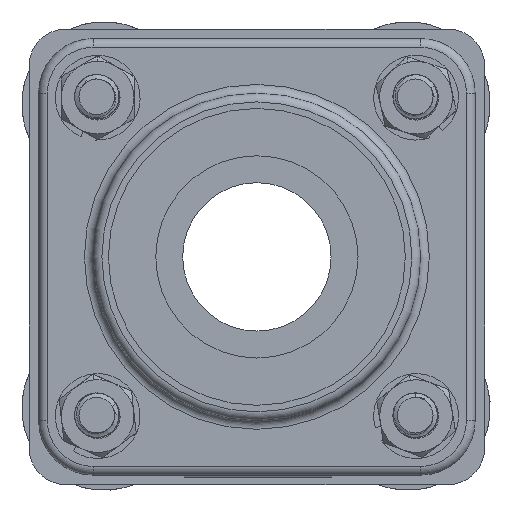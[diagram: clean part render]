
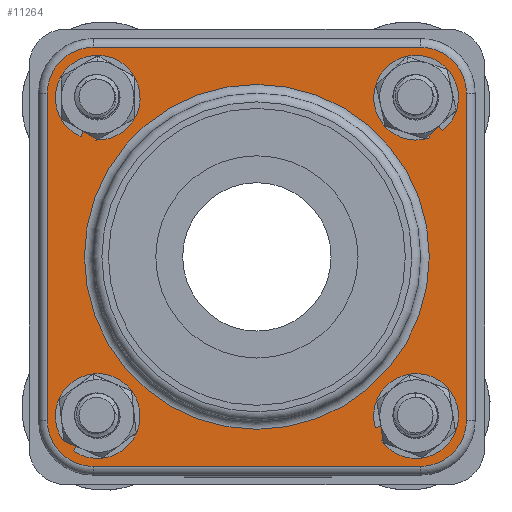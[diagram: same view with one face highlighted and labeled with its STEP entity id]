
A CAD part, front view. The second image highlights one B-rep face of the part: STEP entity #11264.
In plain terms, the highlighted face is planar.
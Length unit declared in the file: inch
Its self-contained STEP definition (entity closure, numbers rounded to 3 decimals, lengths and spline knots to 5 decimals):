
#1463=LINE('',#23978,#2424);
#1464=LINE('',#23982,#2425);
#1465=LINE('',#23986,#2426);
#1466=LINE('',#23990,#2427);
#2424=VECTOR('',#14863,0.3937);
#2425=VECTOR('',#14866,0.3937);
#2426=VECTOR('',#14869,0.3937);
#2427=VECTOR('',#14872,0.3937);
#2895=PLANE('',#12230);
#3031=FACE_BOUND('',#4409,.T.);
#3032=FACE_BOUND('',#4410,.T.);
#3033=FACE_BOUND('',#4411,.T.);
#3034=FACE_BOUND('',#4412,.T.);
#3035=FACE_BOUND('',#4413,.T.);
#3643=FACE_OUTER_BOUND('',#4408,.T.);
#4408=EDGE_LOOP('',(#10309,#10310,#10311,#10312,#10313,#10314,#10315,#10316));
#4409=EDGE_LOOP('',(#10317));
#4410=EDGE_LOOP('',(#10318));
#4411=EDGE_LOOP('',(#10319));
#4412=EDGE_LOOP('',(#10320));
#4413=EDGE_LOOP('',(#10321));
#4803=CIRCLE('',#12229,1.185);
#4804=CIRCLE('',#12231,0.315);
#4805=CIRCLE('',#12232,0.315);
#4806=CIRCLE('',#12233,0.315);
#4807=CIRCLE('',#12234,0.315);
#4808=CIRCLE('',#12235,0.175);
#4809=CIRCLE('',#12236,0.175);
#4810=CIRCLE('',#12237,0.175);
#4811=CIRCLE('',#12238,0.175);
#5821=VERTEX_POINT('',#23973);
#5822=VERTEX_POINT('',#23976);
#5823=VERTEX_POINT('',#23977);
#5824=VERTEX_POINT('',#23979);
#5825=VERTEX_POINT('',#23981);
#5826=VERTEX_POINT('',#23983);
#5827=VERTEX_POINT('',#23985);
#5828=VERTEX_POINT('',#23987);
#5829=VERTEX_POINT('',#23989);
#5830=VERTEX_POINT('',#23992);
#5831=VERTEX_POINT('',#23994);
#5832=VERTEX_POINT('',#23996);
#5833=VERTEX_POINT('',#23998);
#7344=EDGE_CURVE('',#5821,#5821,#4803,.T.);
#7345=EDGE_CURVE('',#5822,#5823,#1463,.T.);
#7346=EDGE_CURVE('',#5824,#5822,#4804,.T.);
#7347=EDGE_CURVE('',#5825,#5824,#1464,.T.);
#7348=EDGE_CURVE('',#5826,#5825,#4805,.T.);
#7349=EDGE_CURVE('',#5827,#5826,#1465,.T.);
#7350=EDGE_CURVE('',#5828,#5827,#4806,.T.);
#7351=EDGE_CURVE('',#5829,#5828,#1466,.T.);
#7352=EDGE_CURVE('',#5823,#5829,#4807,.T.);
#7353=EDGE_CURVE('',#5830,#5830,#4808,.T.);
#7354=EDGE_CURVE('',#5831,#5831,#4809,.T.);
#7355=EDGE_CURVE('',#5832,#5832,#4810,.T.);
#7356=EDGE_CURVE('',#5833,#5833,#4811,.T.);
#10309=ORIENTED_EDGE('',*,*,#7345,.F.);
#10310=ORIENTED_EDGE('',*,*,#7346,.F.);
#10311=ORIENTED_EDGE('',*,*,#7347,.F.);
#10312=ORIENTED_EDGE('',*,*,#7348,.F.);
#10313=ORIENTED_EDGE('',*,*,#7349,.F.);
#10314=ORIENTED_EDGE('',*,*,#7350,.F.);
#10315=ORIENTED_EDGE('',*,*,#7351,.F.);
#10316=ORIENTED_EDGE('',*,*,#7352,.F.);
#10317=ORIENTED_EDGE('',*,*,#7353,.T.);
#10318=ORIENTED_EDGE('',*,*,#7354,.T.);
#10319=ORIENTED_EDGE('',*,*,#7355,.T.);
#10320=ORIENTED_EDGE('',*,*,#7356,.T.);
#10321=ORIENTED_EDGE('',*,*,#7344,.F.);
#11264=ADVANCED_FACE('',(#3643,#3031,#3032,#3033,#3034,#3035),#2895,.T.);
#12229=AXIS2_PLACEMENT_3D('',#23974,#14859,#14860);
#12230=AXIS2_PLACEMENT_3D('',#23975,#14861,#14862);
#12231=AXIS2_PLACEMENT_3D('',#23980,#14864,#14865);
#12232=AXIS2_PLACEMENT_3D('',#23984,#14867,#14868);
#12233=AXIS2_PLACEMENT_3D('',#23988,#14870,#14871);
#12234=AXIS2_PLACEMENT_3D('',#23991,#14873,#14874);
#12235=AXIS2_PLACEMENT_3D('',#23993,#14875,#14876);
#12236=AXIS2_PLACEMENT_3D('',#23995,#14877,#14878);
#12237=AXIS2_PLACEMENT_3D('',#23997,#14879,#14880);
#12238=AXIS2_PLACEMENT_3D('',#23999,#14881,#14882);
#14859=DIRECTION('center_axis',(0.,0.,1.));
#14860=DIRECTION('ref_axis',(-1.,0.,0.));
#14861=DIRECTION('center_axis',(0.,0.,1.));
#14862=DIRECTION('ref_axis',(1.,0.,0.));
#14863=DIRECTION('',(1.,0.,0.));
#14864=DIRECTION('center_axis',(0.,0.,-1.));
#14865=DIRECTION('ref_axis',(-0.707,0.707,0.));
#14866=DIRECTION('',(0.,1.,0.));
#14867=DIRECTION('center_axis',(0.,0.,-1.));
#14868=DIRECTION('ref_axis',(-0.707,-0.707,0.));
#14869=DIRECTION('',(-1.,0.,0.));
#14870=DIRECTION('center_axis',(0.,0.,-1.));
#14871=DIRECTION('ref_axis',(0.707,-0.707,0.));
#14872=DIRECTION('',(0.,-1.,0.));
#14873=DIRECTION('center_axis',(0.,0.,-1.));
#14874=DIRECTION('ref_axis',(0.707,0.707,0.));
#14875=DIRECTION('center_axis',(0.,0.,-1.));
#14876=DIRECTION('ref_axis',(0.,-1.,0.));
#14877=DIRECTION('center_axis',(0.,0.,-1.));
#14878=DIRECTION('ref_axis',(-1.,0.,0.));
#14879=DIRECTION('center_axis',(0.,0.,-1.));
#14880=DIRECTION('ref_axis',(0.,1.,0.));
#14881=DIRECTION('center_axis',(0.,0.,-1.));
#14882=DIRECTION('ref_axis',(1.,0.,0.));
#23973=CARTESIAN_POINT('',(1.185,0.,0.59));
#23974=CARTESIAN_POINT('Origin',(0.,0.,0.59));
#23975=CARTESIAN_POINT('Origin',(0.,0.,
0.59));
#23976=CARTESIAN_POINT('',(-1.125,1.44,0.59));
#23977=CARTESIAN_POINT('',(1.125,1.44,0.59));
#23978=CARTESIAN_POINT('',(-0.75,1.44,0.59));
#23979=CARTESIAN_POINT('',(-1.44,1.125,0.59));
#23980=CARTESIAN_POINT('Origin',(-1.125,1.125,0.59));
#23981=CARTESIAN_POINT('',(-1.44,-1.125,0.59));
#23982=CARTESIAN_POINT('',(-1.44,-0.75,0.59));
#23983=CARTESIAN_POINT('',(-1.125,-1.44,0.59));
#23984=CARTESIAN_POINT('Origin',(-1.125,-1.125,0.59));
#23985=CARTESIAN_POINT('',(1.125,-1.44,0.59));
#23986=CARTESIAN_POINT('',(0.75,-1.44,0.59));
#23987=CARTESIAN_POINT('',(1.44,-1.125,0.59));
#23988=CARTESIAN_POINT('Origin',(1.125,-1.125,0.59));
#23989=CARTESIAN_POINT('',(1.44,1.125,0.59));
#23990=CARTESIAN_POINT('',(1.44,0.75,0.59));
#23991=CARTESIAN_POINT('Origin',(1.125,1.125,0.59));
#23992=CARTESIAN_POINT('',(1.094,0.919,0.59));
#23993=CARTESIAN_POINT('Origin',(1.094,1.094,0.59));
#23994=CARTESIAN_POINT('',(0.919,-1.094,0.59));
#23995=CARTESIAN_POINT('Origin',(1.094,-1.094,0.59));
#23996=CARTESIAN_POINT('',(-1.094,-0.919,0.59));
#23997=CARTESIAN_POINT('Origin',(-1.094,-1.094,0.59));
#23998=CARTESIAN_POINT('',(-0.919,1.094,0.59));
#23999=CARTESIAN_POINT('Origin',(-1.094,1.094,0.59));
